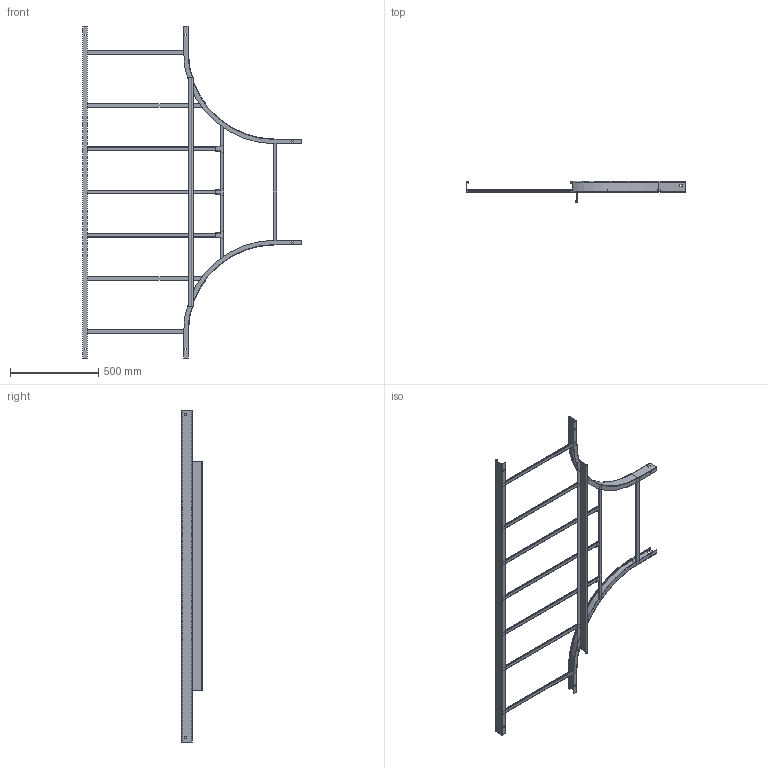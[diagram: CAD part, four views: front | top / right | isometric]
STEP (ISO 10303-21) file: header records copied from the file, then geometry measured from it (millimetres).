
FILE_DESCRIPTION((''),'2;1');
FILE_NAME('6213561_ASM','2013-01-08T',('AndreasKeweloh'),(''),'PRO/ENGINEER BY PARAMETRIC TECHNOLOGY CORPORATION, 2012230','PRO/ENGINEER BY PARAMETRIC TECHNOLOGY CORPORATION, 2012230','');
FILE_SCHEMA(('CONFIG_CONTROL_DESIGN'));
Length unit declared in the file: millimetre
Products named in the file (9): 6213529INNENHOLM; 6213561GEGENHOLM; 6213561ST_S_TZHOLM; 6213561_SPR_1; 6213561_SPR_2; 6213561_SPR_3; 6213561_SPR_4; 6213561AUFLAGEBLECH; 6213561_ASM
Assembly tree (16 placements, depth 2):
  6213561_ASM
    6213529INNENHOLM  x2
    6213561GEGENHOLM
    6213561ST_S_TZHOLM
    6213561_SPR_1  x3
    6213561_SPR_2  x2
    6213561_SPR_3
    6213561_SPR_4  x3
    6213561AUFLAGEBLECH  x3
Bounding box: 1240 x 120 x 1880 mm (x, y, z)
Volume: 1143174 mm3; surface area: 1653555.7 mm2
Topology: 16 solids, 16 shells, 521 faces, 1437 edges, 948 vertices
Faces by surface type: plane 296, cylinder 196, bspline 21, torus 8
Entity records: 8788 total; most frequent: CARTESIAN_POINT 1786, DIRECTION 1453, ORIENTED_EDGE 1418, EDGE_CURVE 709, VECTOR 495, LINE 495, AXIS2_PLACEMENT_3D 479, VERTEX_POINT 468
